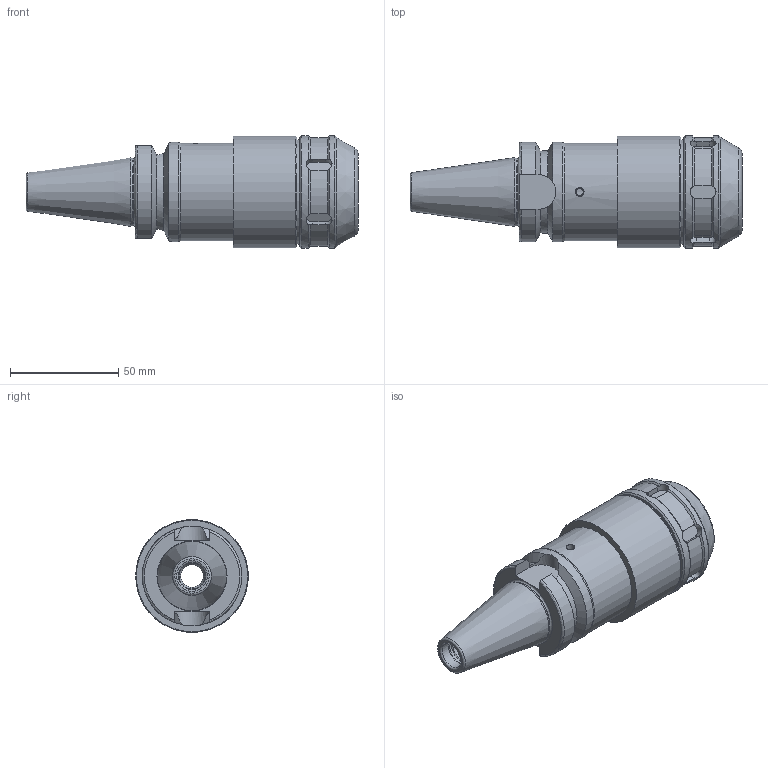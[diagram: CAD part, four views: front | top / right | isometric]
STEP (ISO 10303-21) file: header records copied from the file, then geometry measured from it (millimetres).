
FILE_DESCRIPTION((''),'2;1');
FILE_NAME('071000120105-3D.stp','2020-06-29T09:08:50',('nttooll'),(''),'Autodesk Inventor 2012','Autodesk Inventor 2012','');
FILE_SCHEMA(('AUTOMOTIVE_DESIGN { 1 0 10303 214 1 1 1 1 }'));
Length unit declared in the file: millimetre
Products named in the file (1): 071000120105-3D
Bounding box: 153.4 x 52 x 52 mm (x, y, z)
Volume: 173362.6 mm3; surface area: 31695.7 mm2
Topology: 1 solids, 1 shells, 110 faces, 282 edges, 180 vertices
Faces by surface type: cylinder 41, plane 32, cone 30, torus 7
Full cylindrical faces by diameter (mm): 3.4 x1, 4 x1, 10.5 x1, 11.2 x1, 12 x2, 12.5 x1, 12.9 x1, 20 x1, 20.5 x1, 30.8 x1, 45 x1, 46 x1, 48.4 x1, 51.5 x1, 52 x2
Entity records: 3442 total; most frequent: CARTESIAN_POINT 1007, ORIENTED_EDGE 482, DIRECTION 470, EDGE_CURVE 241, AXIS2_PLACEMENT_3D 202, VERTEX_POINT 175, EDGE_LOOP 156, FACE_OUTER_BOUND 110
